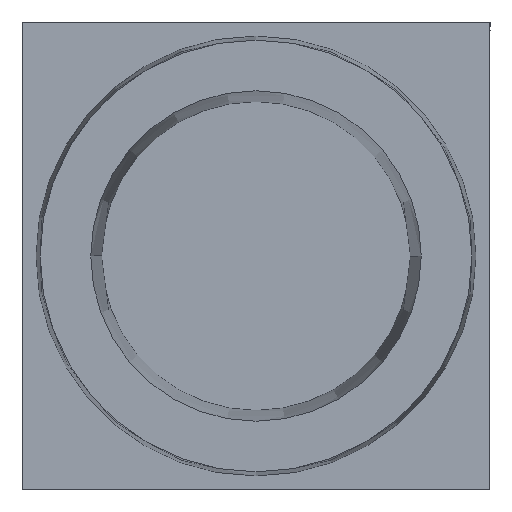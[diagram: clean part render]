
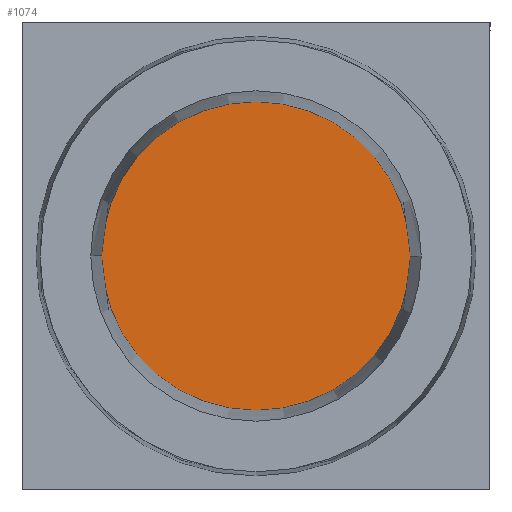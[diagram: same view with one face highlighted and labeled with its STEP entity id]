
A CAD part, front view. The second image highlights one B-rep face of the part: STEP entity #1074.
In plain terms, the highlighted planar face has unit normal (0, -1, 0).
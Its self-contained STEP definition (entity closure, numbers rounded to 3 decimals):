
#200 = AXIS2_PLACEMENT_3D ( 'NONE', #3041, #2566, #2815 ) ;
#404 = EDGE_LOOP ( 'NONE', ( #1018, #1626 ) ) ;
#505 = VERTEX_POINT ( 'NONE', #2520 ) ;
#670 = AXIS2_PLACEMENT_3D ( 'NONE', #867, #2611, #2097 ) ;
#797 = CIRCLE ( 'NONE', #2742, 16.5 ) ;
#846 = DIRECTION ( 'NONE',  ( -1., 0., 0. ) ) ;
#867 = CARTESIAN_POINT ( 'NONE',  ( -16.5, 7., 0. ) ) ;
#1018 = ORIENTED_EDGE ( 'NONE', *, *, #2070, .F. ) ;
#1074 = ADVANCED_FACE ( 'NONE', ( #2752 ), #1829, .F. ) ;
#1432 = VERTEX_POINT ( 'NONE', #2753 ) ;
#1626 = ORIENTED_EDGE ( 'NONE', *, *, #3182, .F. ) ;
#1829 = PLANE ( 'NONE',  #670 ) ;
#1890 = CIRCLE ( 'NONE', #200, 16.5 ) ;
#2070 = EDGE_CURVE ( 'NONE', #505, #1432, #1890, .T. ) ;
#2097 = DIRECTION ( 'NONE',  ( -1., 0., 0. ) ) ;
#2520 = CARTESIAN_POINT ( 'NONE',  ( 16.5, 7., 0. ) ) ;
#2566 = DIRECTION ( 'NONE',  ( 0., 1., 0. ) ) ;
#2611 = DIRECTION ( 'NONE',  ( 0., 1., 0. ) ) ;
#2742 = AXIS2_PLACEMENT_3D ( 'NONE', #2886, #2876, #846 ) ;
#2752 = FACE_OUTER_BOUND ( 'NONE', #404, .T. ) ;
#2753 = CARTESIAN_POINT ( 'NONE',  ( -16.5, 7., 0. ) ) ;
#2815 = DIRECTION ( 'NONE',  ( -1., 0., 0. ) ) ;
#2876 = DIRECTION ( 'NONE',  ( 0., 1., 0. ) ) ;
#2886 = CARTESIAN_POINT ( 'NONE',  ( 0., 7., 0. ) ) ;
#3041 = CARTESIAN_POINT ( 'NONE',  ( 0., 7., 0. ) ) ;
#3182 = EDGE_CURVE ( 'NONE', #1432, #505, #797, .T. ) ;
